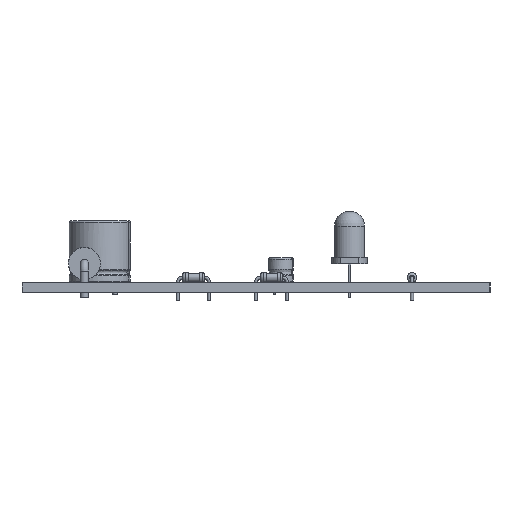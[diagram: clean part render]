
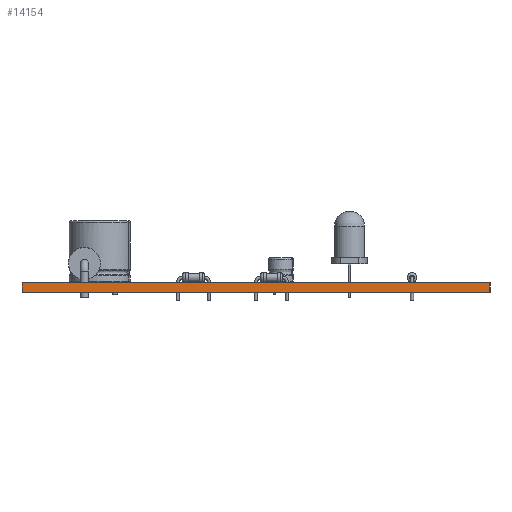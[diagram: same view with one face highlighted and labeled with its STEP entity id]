
A CAD part, left-side view. The second image highlights one B-rep face of the part: STEP entity #14154.
In plain terms, the highlighted planar face has unit normal (-1, 0, 0).
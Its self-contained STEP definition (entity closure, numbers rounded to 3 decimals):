
#13973 = PLANE('',#13974);
#13974 = AXIS2_PLACEMENT_3D('',#13975,#13976,#13977);
#13975 = CARTESIAN_POINT('',(208.28,-137.16,0.));
#13976 = DIRECTION('',(0.,-1.,0.));
#13977 = DIRECTION('',(-1.,0.,0.));
#13998 = VERTEX_POINT('',#13999);
#13999 = CARTESIAN_POINT('',(76.2,-137.16,1.6));
#14013 = PLANE('',#14014);
#14014 = AXIS2_PLACEMENT_3D('',#14015,#14016,#14017);
#14015 = CARTESIAN_POINT('',(142.24,-99.06,1.6));
#14016 = DIRECTION('',(-0.,-0.,-1.));
#14017 = DIRECTION('',(-1.,0.,0.));
#14025 = EDGE_CURVE('',#14026,#13998,#14028,.T.);
#14026 = VERTEX_POINT('',#14027);
#14027 = CARTESIAN_POINT('',(76.2,-137.16,0.));
#14028 = SURFACE_CURVE('',#14029,(#14033,#14040),.PCURVE_S1.);
#14029 = LINE('',#14030,#14031);
#14030 = CARTESIAN_POINT('',(76.2,-137.16,0.));
#14031 = VECTOR('',#14032,1.);
#14032 = DIRECTION('',(0.,0.,1.));
#14033 = PCURVE('',#13973,#14034);
#14034 = DEFINITIONAL_REPRESENTATION('',(#14035),#14039);
#14035 = LINE('',#14036,#14037);
#14036 = CARTESIAN_POINT('',(132.08,0.));
#14037 = VECTOR('',#14038,1.);
#14038 = DIRECTION('',(0.,-1.));
#14039 = ( GEOMETRIC_REPRESENTATION_CONTEXT(2) 
PARAMETRIC_REPRESENTATION_CONTEXT() REPRESENTATION_CONTEXT('2D SPACE',''
  ) );
#14040 = PCURVE('',#14041,#14046);
#14041 = PLANE('',#14042);
#14042 = AXIS2_PLACEMENT_3D('',#14043,#14044,#14045);
#14043 = CARTESIAN_POINT('',(76.2,-137.16,0.));
#14044 = DIRECTION('',(-1.,0.,0.));
#14045 = DIRECTION('',(0.,1.,0.));
#14046 = DEFINITIONAL_REPRESENTATION('',(#14047),#14051);
#14047 = LINE('',#14048,#14049);
#14048 = CARTESIAN_POINT('',(0.,0.));
#14049 = VECTOR('',#14050,1.);
#14050 = DIRECTION('',(0.,-1.));
#14051 = ( GEOMETRIC_REPRESENTATION_CONTEXT(2) 
PARAMETRIC_REPRESENTATION_CONTEXT() REPRESENTATION_CONTEXT('2D SPACE',''
  ) );
#14067 = PLANE('',#14068);
#14068 = AXIS2_PLACEMENT_3D('',#14069,#14070,#14071);
#14069 = CARTESIAN_POINT('',(142.24,-99.06,0.));
#14070 = DIRECTION('',(-0.,-0.,-1.));
#14071 = DIRECTION('',(-1.,0.,0.));
#14100 = PLANE('',#14101);
#14101 = AXIS2_PLACEMENT_3D('',#14102,#14103,#14104);
#14102 = CARTESIAN_POINT('',(76.2,-60.96,0.));
#14103 = DIRECTION('',(0.,1.,0.));
#14104 = DIRECTION('',(1.,0.,0.));
#14154 = ADVANCED_FACE('',(#14155),#14041,.T.);
#14155 = FACE_BOUND('',#14156,.T.);
#14156 = EDGE_LOOP('',(#14157,#14158,#14181,#14204));
#14157 = ORIENTED_EDGE('',*,*,#14025,.T.);
#14158 = ORIENTED_EDGE('',*,*,#14159,.T.);
#14159 = EDGE_CURVE('',#13998,#14160,#14162,.T.);
#14160 = VERTEX_POINT('',#14161);
#14161 = CARTESIAN_POINT('',(76.2,-60.96,1.6));
#14162 = SURFACE_CURVE('',#14163,(#14167,#14174),.PCURVE_S1.);
#14163 = LINE('',#14164,#14165);
#14164 = CARTESIAN_POINT('',(76.2,-137.16,1.6));
#14165 = VECTOR('',#14166,1.);
#14166 = DIRECTION('',(0.,1.,0.));
#14167 = PCURVE('',#14041,#14168);
#14168 = DEFINITIONAL_REPRESENTATION('',(#14169),#14173);
#14169 = LINE('',#14170,#14171);
#14170 = CARTESIAN_POINT('',(0.,-1.6));
#14171 = VECTOR('',#14172,1.);
#14172 = DIRECTION('',(1.,0.));
#14173 = ( GEOMETRIC_REPRESENTATION_CONTEXT(2) 
PARAMETRIC_REPRESENTATION_CONTEXT() REPRESENTATION_CONTEXT('2D SPACE',''
  ) );
#14174 = PCURVE('',#14013,#14175);
#14175 = DEFINITIONAL_REPRESENTATION('',(#14176),#14180);
#14176 = LINE('',#14177,#14178);
#14177 = CARTESIAN_POINT('',(66.04,-38.1));
#14178 = VECTOR('',#14179,1.);
#14179 = DIRECTION('',(0.,1.));
#14180 = ( GEOMETRIC_REPRESENTATION_CONTEXT(2) 
PARAMETRIC_REPRESENTATION_CONTEXT() REPRESENTATION_CONTEXT('2D SPACE',''
  ) );
#14181 = ORIENTED_EDGE('',*,*,#14182,.F.);
#14182 = EDGE_CURVE('',#14183,#14160,#14185,.T.);
#14183 = VERTEX_POINT('',#14184);
#14184 = CARTESIAN_POINT('',(76.2,-60.96,0.));
#14185 = SURFACE_CURVE('',#14186,(#14190,#14197),.PCURVE_S1.);
#14186 = LINE('',#14187,#14188);
#14187 = CARTESIAN_POINT('',(76.2,-60.96,0.));
#14188 = VECTOR('',#14189,1.);
#14189 = DIRECTION('',(0.,0.,1.));
#14190 = PCURVE('',#14041,#14191);
#14191 = DEFINITIONAL_REPRESENTATION('',(#14192),#14196);
#14192 = LINE('',#14193,#14194);
#14193 = CARTESIAN_POINT('',(76.2,0.));
#14194 = VECTOR('',#14195,1.);
#14195 = DIRECTION('',(0.,-1.));
#14196 = ( GEOMETRIC_REPRESENTATION_CONTEXT(2) 
PARAMETRIC_REPRESENTATION_CONTEXT() REPRESENTATION_CONTEXT('2D SPACE',''
  ) );
#14197 = PCURVE('',#14100,#14198);
#14198 = DEFINITIONAL_REPRESENTATION('',(#14199),#14203);
#14199 = LINE('',#14200,#14201);
#14200 = CARTESIAN_POINT('',(0.,0.));
#14201 = VECTOR('',#14202,1.);
#14202 = DIRECTION('',(0.,-1.));
#14203 = ( GEOMETRIC_REPRESENTATION_CONTEXT(2) 
PARAMETRIC_REPRESENTATION_CONTEXT() REPRESENTATION_CONTEXT('2D SPACE',''
  ) );
#14204 = ORIENTED_EDGE('',*,*,#14205,.F.);
#14205 = EDGE_CURVE('',#14026,#14183,#14206,.T.);
#14206 = SURFACE_CURVE('',#14207,(#14211,#14218),.PCURVE_S1.);
#14207 = LINE('',#14208,#14209);
#14208 = CARTESIAN_POINT('',(76.2,-137.16,0.));
#14209 = VECTOR('',#14210,1.);
#14210 = DIRECTION('',(0.,1.,0.));
#14211 = PCURVE('',#14041,#14212);
#14212 = DEFINITIONAL_REPRESENTATION('',(#14213),#14217);
#14213 = LINE('',#14214,#14215);
#14214 = CARTESIAN_POINT('',(0.,0.));
#14215 = VECTOR('',#14216,1.);
#14216 = DIRECTION('',(1.,0.));
#14217 = ( GEOMETRIC_REPRESENTATION_CONTEXT(2) 
PARAMETRIC_REPRESENTATION_CONTEXT() REPRESENTATION_CONTEXT('2D SPACE',''
  ) );
#14218 = PCURVE('',#14067,#14219);
#14219 = DEFINITIONAL_REPRESENTATION('',(#14220),#14224);
#14220 = LINE('',#14221,#14222);
#14221 = CARTESIAN_POINT('',(66.04,-38.1));
#14222 = VECTOR('',#14223,1.);
#14223 = DIRECTION('',(0.,1.));
#14224 = ( GEOMETRIC_REPRESENTATION_CONTEXT(2) 
PARAMETRIC_REPRESENTATION_CONTEXT() REPRESENTATION_CONTEXT('2D SPACE',''
  ) );
